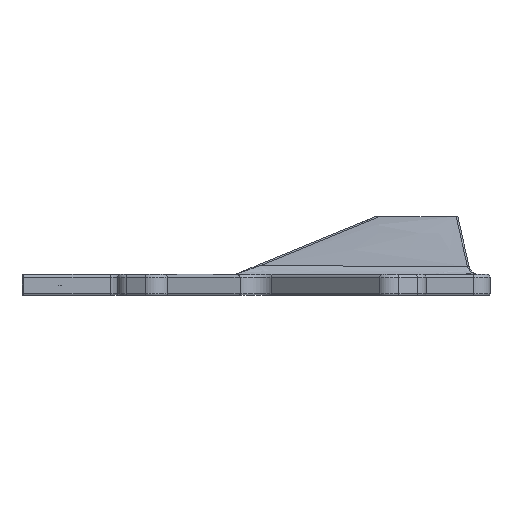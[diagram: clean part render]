
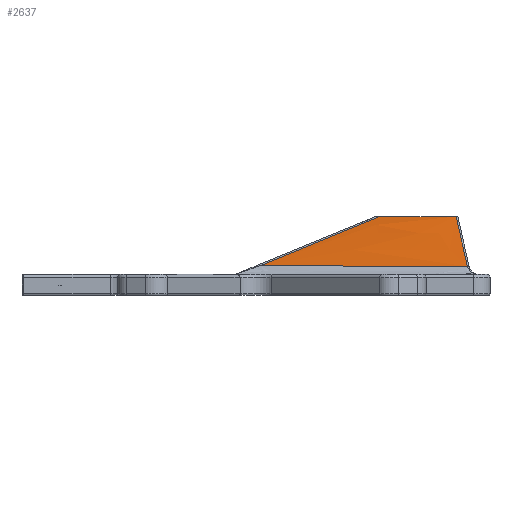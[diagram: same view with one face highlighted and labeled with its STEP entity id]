
A CAD part, front view. The second image highlights one B-rep face of the part: STEP entity #2637.
In plain terms, the highlighted free-form (B-spline) face has degree [3, 3] with [4, 4] control points.
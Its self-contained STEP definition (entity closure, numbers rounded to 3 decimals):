
#23=B_SPLINE_SURFACE_WITH_KNOTS('',3,3,((#4498,#4499,#4500,#4501),(#4502,
#4503,#4504,#4505),(#4506,#4507,#4508,#4509),(#4510,#4511,#4512,#4513)),
 .UNSPECIFIED.,.F.,.F.,.F.,(4,4),(4,4),(0.018,0.992),
(0.138,1.),.UNSPECIFIED.);
#48=B_SPLINE_CURVE_WITH_KNOTS('',3,(#4518,#4519,#4520,#4521,#4522,#4523,
#4524,#4525,#4526,#4527,#4528,#4529,#4530,#4531,#4532,#4533,#4534,#4535,
#4536,#4537,#4538,#4539,#4540,#4541,#4542,#4543,#4544,#4545,#4546,#4547,
#4548,#4549,#4550,#4551,#4552,#4553,#4554,#4555,#4556,#4557,#4558,#4559,
#4560,#4561,#4562,#4563,#4564,#4565,#4566,#4567,#4568,#4569,#4570,#4571,
#4572,#4573,#4574,#4575),.UNSPECIFIED.,.F.,.F.,(4,3,3,3,3,3,3,3,3,3,3,3,
3,3,3,3,3,3,3,4),(0.,0.292,0.584,
0.875,1.167,1.459,1.751,1.969,
2.142,2.315,2.489,2.67,2.843,
3.017,3.191,3.365,3.539,3.713,
3.888,3.937),.UNSPECIFIED.);
#49=B_SPLINE_CURVE_WITH_KNOTS('',3,(#4577,#4578,#4579,#4580,#4581,#4582,
#4583),.UNSPECIFIED.,.F.,.F.,(4,3,4),(0.052,3.367,
6.365),.UNSPECIFIED.);
#50=B_SPLINE_CURVE_WITH_KNOTS('',3,(#4584,#4585,#4586,#4587),
 .UNSPECIFIED.,.F.,.F.,(4,4),(-1.587,0.),
 .UNSPECIFIED.);
#272=FACE_OUTER_BOUND('',#467,.T.);
#467=EDGE_LOOP('',(#2014,#2015,#2016,#2017));
#877=LINE('',#4516,#1032);
#1032=VECTOR('',#3569,10.);
#1253=VERTEX_POINT('',#4514);
#1254=VERTEX_POINT('',#4515);
#1255=VERTEX_POINT('',#4517);
#1256=VERTEX_POINT('',#4576);
#1524=EDGE_CURVE('',#1253,#1254,#877,.T.);
#1525=EDGE_CURVE('',#1255,#1253,#48,.T.);
#1526=EDGE_CURVE('',#1256,#1255,#49,.T.);
#1527=EDGE_CURVE('',#1254,#1256,#50,.T.);
#2014=ORIENTED_EDGE('',*,*,#1524,.F.);
#2015=ORIENTED_EDGE('',*,*,#1525,.F.);
#2016=ORIENTED_EDGE('',*,*,#1526,.F.);
#2017=ORIENTED_EDGE('',*,*,#1527,.F.);
#2637=ADVANCED_FACE('',(#272),#23,.T.);
#3569=DIRECTION('',(1.,0.,0.));
#4498=CARTESIAN_POINT('Ctrl Pts',(71.839,43.594,-33.876));
#4499=CARTESIAN_POINT('Ctrl Pts',(83.873,43.613,-28.817));
#4500=CARTESIAN_POINT('Ctrl Pts',(95.908,43.631,-23.759));
#4501=CARTESIAN_POINT('Ctrl Pts',(107.943,43.65,-18.7));
#4502=CARTESIAN_POINT('Ctrl Pts',(93.037,42.572,-33.876));
#4503=CARTESIAN_POINT('Ctrl Pts',(100.713,42.931,-28.817));
#4504=CARTESIAN_POINT('Ctrl Pts',(108.388,43.291,-23.759));
#4505=CARTESIAN_POINT('Ctrl Pts',(116.063,43.65,-18.7));
#4506=CARTESIAN_POINT('Ctrl Pts',(114.236,41.55,-33.876));
#4507=CARTESIAN_POINT('Ctrl Pts',(117.552,42.25,-28.817));
#4508=CARTESIAN_POINT('Ctrl Pts',(120.867,42.95,-23.759));
#4509=CARTESIAN_POINT('Ctrl Pts',(124.183,43.65,-18.7));
#4510=CARTESIAN_POINT('Ctrl Pts',(135.434,40.528,-33.876));
#4511=CARTESIAN_POINT('Ctrl Pts',(134.391,41.568,-28.817));
#4512=CARTESIAN_POINT('Ctrl Pts',(133.347,42.609,-23.759));
#4513=CARTESIAN_POINT('Ctrl Pts',(132.303,43.65,-18.7));
#4514=CARTESIAN_POINT('',(108.799,43.65,-18.7));
#4515=CARTESIAN_POINT('',(132.01,43.65,-18.7));
#4516=CARTESIAN_POINT('',(108.799,43.65,-18.7));
#4517=CARTESIAN_POINT('',(72.375,43.595,-33.65));
#4518=CARTESIAN_POINT('Ctrl Pts',(72.375,43.595,-33.65));
#4519=CARTESIAN_POINT('Ctrl Pts',(73.274,43.595,-33.28));
#4520=CARTESIAN_POINT('Ctrl Pts',(74.174,43.596,-32.91));
#4521=CARTESIAN_POINT('Ctrl Pts',(75.073,43.596,-32.54));
#4522=CARTESIAN_POINT('Ctrl Pts',(75.972,43.597,-32.17));
#4523=CARTESIAN_POINT('Ctrl Pts',(76.871,43.598,-31.8));
#4524=CARTESIAN_POINT('Ctrl Pts',(77.771,43.598,-31.43));
#4525=CARTESIAN_POINT('Ctrl Pts',(78.67,43.599,-31.06));
#4526=CARTESIAN_POINT('Ctrl Pts',(79.57,43.599,-30.69));
#4527=CARTESIAN_POINT('Ctrl Pts',(80.469,43.6,-30.32));
#4528=CARTESIAN_POINT('Ctrl Pts',(81.369,43.601,-29.95));
#4529=CARTESIAN_POINT('Ctrl Pts',(82.269,43.601,-29.58));
#4530=CARTESIAN_POINT('Ctrl Pts',(83.169,43.602,-29.21));
#4531=CARTESIAN_POINT('Ctrl Pts',(84.07,43.603,-28.839));
#4532=CARTESIAN_POINT('Ctrl Pts',(84.97,43.603,-28.469));
#4533=CARTESIAN_POINT('Ctrl Pts',(85.871,43.604,-28.099));
#4534=CARTESIAN_POINT('Ctrl Pts',(86.771,43.605,-27.729));
#4535=CARTESIAN_POINT('Ctrl Pts',(87.672,43.606,-27.359));
#4536=CARTESIAN_POINT('Ctrl Pts',(88.573,43.607,-26.989));
#4537=CARTESIAN_POINT('Ctrl Pts',(89.242,43.607,-26.714));
#4538=CARTESIAN_POINT('Ctrl Pts',(89.912,43.608,-26.439));
#4539=CARTESIAN_POINT('Ctrl Pts',(90.582,43.609,-26.164));
#4540=CARTESIAN_POINT('Ctrl Pts',(91.116,43.61,-25.944));
#4541=CARTESIAN_POINT('Ctrl Pts',(91.65,43.61,-25.725));
#4542=CARTESIAN_POINT('Ctrl Pts',(92.184,43.611,-25.505));
#4543=CARTESIAN_POINT('Ctrl Pts',(92.718,43.612,-25.285));
#4544=CARTESIAN_POINT('Ctrl Pts',(93.251,43.612,-25.066));
#4545=CARTESIAN_POINT('Ctrl Pts',(93.785,43.613,-24.846));
#4546=CARTESIAN_POINT('Ctrl Pts',(94.319,43.614,-24.627));
#4547=CARTESIAN_POINT('Ctrl Pts',(94.852,43.615,-24.407));
#4548=CARTESIAN_POINT('Ctrl Pts',(95.386,43.615,-24.188));
#4549=CARTESIAN_POINT('Ctrl Pts',(95.943,43.616,-23.958));
#4550=CARTESIAN_POINT('Ctrl Pts',(96.5,43.617,-23.729));
#4551=CARTESIAN_POINT('Ctrl Pts',(97.058,43.618,-23.5));
#4552=CARTESIAN_POINT('Ctrl Pts',(97.592,43.619,-23.281));
#4553=CARTESIAN_POINT('Ctrl Pts',(98.127,43.62,-23.061));
#4554=CARTESIAN_POINT('Ctrl Pts',(98.662,43.621,-22.841));
#4555=CARTESIAN_POINT('Ctrl Pts',(99.198,43.622,-22.622));
#4556=CARTESIAN_POINT('Ctrl Pts',(99.733,43.623,-22.402));
#4557=CARTESIAN_POINT('Ctrl Pts',(100.27,43.624,-22.182));
#4558=CARTESIAN_POINT('Ctrl Pts',(100.806,43.625,-21.963));
#4559=CARTESIAN_POINT('Ctrl Pts',(101.343,43.627,-21.743));
#4560=CARTESIAN_POINT('Ctrl Pts',(101.879,43.628,-21.523));
#4561=CARTESIAN_POINT('Ctrl Pts',(102.417,43.629,-21.304));
#4562=CARTESIAN_POINT('Ctrl Pts',(102.954,43.63,-21.084));
#4563=CARTESIAN_POINT('Ctrl Pts',(103.492,43.632,-20.865));
#4564=CARTESIAN_POINT('Ctrl Pts',(104.03,43.633,-20.645));
#4565=CARTESIAN_POINT('Ctrl Pts',(104.569,43.635,-20.425));
#4566=CARTESIAN_POINT('Ctrl Pts',(105.107,43.636,-20.205));
#4567=CARTESIAN_POINT('Ctrl Pts',(105.646,43.638,-19.986));
#4568=CARTESIAN_POINT('Ctrl Pts',(106.185,43.64,-19.766));
#4569=CARTESIAN_POINT('Ctrl Pts',(106.723,43.642,-19.546));
#4570=CARTESIAN_POINT('Ctrl Pts',(107.263,43.644,-19.326));
#4571=CARTESIAN_POINT('Ctrl Pts',(107.802,43.646,-19.107));
#4572=CARTESIAN_POINT('Ctrl Pts',(108.34,43.648,-18.887));
#4573=CARTESIAN_POINT('Ctrl Pts',(108.493,43.649,-18.825));
#4574=CARTESIAN_POINT('Ctrl Pts',(108.646,43.649,-18.762));
#4575=CARTESIAN_POINT('Ctrl Pts',(108.799,43.65,-18.7));
#4576=CARTESIAN_POINT('',(135.434,40.528,-33.876));
#4577=CARTESIAN_POINT('Ctrl Pts',(135.434,40.528,-33.876));
#4578=CARTESIAN_POINT('Ctrl Pts',(124.396,41.067,-33.838));
#4579=CARTESIAN_POINT('Ctrl Pts',(113.358,41.606,-33.799));
#4580=CARTESIAN_POINT('Ctrl Pts',(102.319,42.142,-33.759));
#4581=CARTESIAN_POINT('Ctrl Pts',(92.338,42.628,-33.724));
#4582=CARTESIAN_POINT('Ctrl Pts',(82.356,43.112,-33.687));
#4583=CARTESIAN_POINT('Ctrl Pts',(72.375,43.595,-33.65));
#4584=CARTESIAN_POINT('Ctrl Pts',(132.01,43.65,-18.7));
#4585=CARTESIAN_POINT('Ctrl Pts',(133.139,42.621,-23.762));
#4586=CARTESIAN_POINT('Ctrl Pts',(134.288,41.573,-28.819));
#4587=CARTESIAN_POINT('Ctrl Pts',(135.434,40.528,-33.876));
